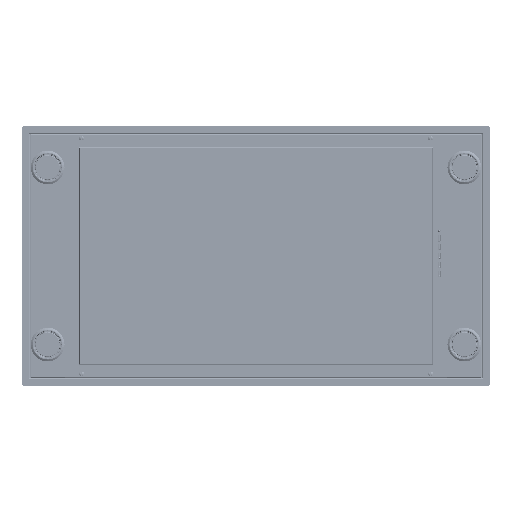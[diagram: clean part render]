
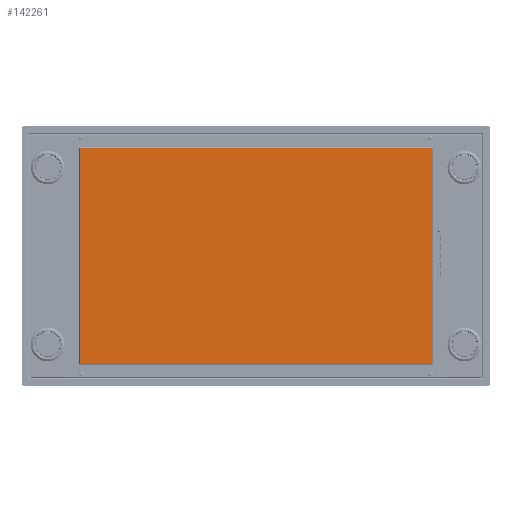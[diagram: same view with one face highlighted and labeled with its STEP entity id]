
A CAD part, front view. The second image highlights one B-rep face of the part: STEP entity #142261.
In plain terms, the highlighted face is planar.
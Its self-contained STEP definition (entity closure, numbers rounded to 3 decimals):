
#139595=DIRECTION('',(-1.,0.,0.));
#139596=VECTOR('',#139595,675.);
#139597=CARTESIAN_POINT('',(337.5,0.,207.8));
#139598=LINE('',#139597,#139596);
#140166=DIRECTION('',(0.,0.,1.));
#140167=VECTOR('',#140166,415.6);
#140168=CARTESIAN_POINT('',(337.5,0.,-207.8));
#140169=LINE('',#140168,#140167);
#140241=DIRECTION('',(1.,0.,0.));
#140242=VECTOR('',#140241,675.);
#140243=CARTESIAN_POINT('',(-337.5,0.,-207.8));
#140244=LINE('',#140243,#140242);
#140680=DIRECTION('',(0.,0.,-1.));
#140681=VECTOR('',#140680,415.6);
#140682=CARTESIAN_POINT('',(-337.5,0.,207.8));
#140683=LINE('',#140682,#140681);
#141686=CARTESIAN_POINT('',(337.5,0.,207.8));
#141687=VERTEX_POINT('',#141686);
#141690=CARTESIAN_POINT('',(337.5,0.,-207.8));
#141691=VERTEX_POINT('',#141690);
#141694=CARTESIAN_POINT('',(-337.5,0.,-207.8));
#141695=VERTEX_POINT('',#141694);
#141698=CARTESIAN_POINT('',(-337.5,0.,207.8));
#141699=VERTEX_POINT('',#141698);
#142246=CARTESIAN_POINT('',(0.,0.,0.));
#142247=DIRECTION('',(0.,1.,0.));
#142248=DIRECTION('',(1.,0.,0.));
#142249=AXIS2_PLACEMENT_3D('',#142246,#142247,#142248);
#142250=PLANE('',#142249);
#142252=ORIENTED_EDGE('',*,*,#142251,.T.);
#142254=ORIENTED_EDGE('',*,*,#142253,.T.);
#142256=ORIENTED_EDGE('',*,*,#142255,.T.);
#142258=ORIENTED_EDGE('',*,*,#142257,.T.);
#142259=EDGE_LOOP('',(#142252,#142254,#142256,#142258));
#142260=FACE_OUTER_BOUND('',#142259,.F.);
#142261=ADVANCED_FACE('',(#142260),#142250,.T.);
#142251=EDGE_CURVE('',#141687,#141699,#139598,.T.);
#142253=EDGE_CURVE('',#141699,#141695,#140683,.T.);
#142255=EDGE_CURVE('',#141695,#141691,#140244,.T.);
#142257=EDGE_CURVE('',#141691,#141687,#140169,.T.);
